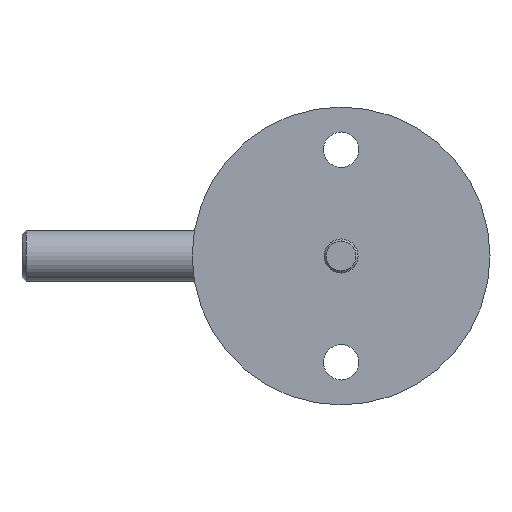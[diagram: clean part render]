
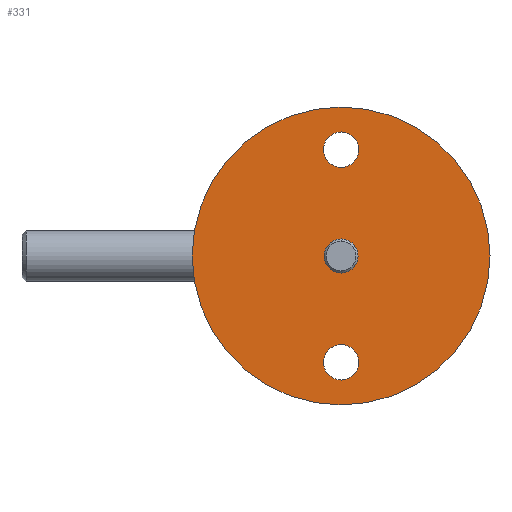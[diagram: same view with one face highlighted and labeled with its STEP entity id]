
A CAD part, left-side view. The second image highlights one B-rep face of the part: STEP entity #331.
In plain terms, the highlighted planar face has unit normal (-1, 0, 0).
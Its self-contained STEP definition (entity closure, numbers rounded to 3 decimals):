
#7 = DIRECTION ( 'NONE',  ( -1., 0., 0. ) ) ;
#9 = ORIENTED_EDGE ( 'NONE', *, *, #1128, .F. ) ;
#15 = VERTEX_POINT ( 'NONE', #1077 ) ;
#49 = ORIENTED_EDGE ( 'NONE', *, *, #1049, .T. ) ;
#104 = CIRCLE ( 'NONE', #1176, 35. ) ;
#116 = EDGE_CURVE ( 'NONE', #557, #318, #766, .T. ) ;
#132 = DIRECTION ( 'NONE',  ( 1., 0., 0. ) ) ;
#133 = ORIENTED_EDGE ( 'NONE', *, *, #1040, .T. ) ;
#156 = EDGE_CURVE ( 'NONE', #15, #807, #104, .T. ) ;
#165 = ORIENTED_EDGE ( 'NONE', *, *, #156, .F. ) ;
#187 = DIRECTION ( 'NONE',  ( 0., 0., -1. ) ) ;
#194 = CARTESIAN_POINT ( 'NONE',  ( -4., 0., 0. ) ) ;
#201 = VERTEX_POINT ( 'NONE', #944 ) ;
#221 = DIRECTION ( 'NONE',  ( 1., 0., 0. ) ) ;
#224 = CIRCLE ( 'NONE', #783, 4. ) ;
#235 = DIRECTION ( 'NONE',  ( 1., 0., 0. ) ) ;
#237 = PLANE ( 'NONE',  #899 ) ;
#240 = DIRECTION ( 'NONE',  ( 0., 0., -1. ) ) ;
#267 = CARTESIAN_POINT ( 'NONE',  ( -4., 0., 20.85 ) ) ;
#268 = CARTESIAN_POINT ( 'NONE',  ( -4., 0., 35. ) ) ;
#305 = CARTESIAN_POINT ( 'NONE',  ( -4., 0., -4. ) ) ;
#318 = VERTEX_POINT ( 'NONE', #335 ) ;
#331 = ADVANCED_FACE ( 'NONE', ( #569, #932, #991, #701 ), #237, .F. ) ;
#335 = CARTESIAN_POINT ( 'NONE',  ( -4., 0., 4. ) ) ;
#368 = EDGE_LOOP ( 'NONE', ( #618, #952 ) ) ;
#391 = AXIS2_PLACEMENT_3D ( 'NONE', #603, #132, #523 ) ;
#432 = DIRECTION ( 'NONE',  ( 0., 0., -1. ) ) ;
#445 = AXIS2_PLACEMENT_3D ( 'NONE', #194, #761, #187 ) ;
#476 = DIRECTION ( 'NONE',  ( 0., 0., 1. ) ) ;
#523 = DIRECTION ( 'NONE',  ( 0., 0., -1. ) ) ;
#535 = DIRECTION ( 'NONE',  ( 1., 0., 0. ) ) ;
#557 = VERTEX_POINT ( 'NONE', #305 ) ;
#559 = AXIS2_PLACEMENT_3D ( 'NONE', #1047, #1131, #859 ) ;
#563 = CARTESIAN_POINT ( 'NONE',  ( -4., 0., 25. ) ) ;
#569 = FACE_BOUND ( 'NONE', #1043, .T. ) ;
#592 = DIRECTION ( 'NONE',  ( 1., 0., 0. ) ) ;
#603 = CARTESIAN_POINT ( 'NONE',  ( -4., 0., 0. ) ) ;
#616 = CIRCLE ( 'NONE', #729, 4.15 ) ;
#618 = ORIENTED_EDGE ( 'NONE', *, *, #883, .F. ) ;
#619 = VERTEX_POINT ( 'NONE', #1062 ) ;
#623 = AXIS2_PLACEMENT_3D ( 'NONE', #1076, #535, #240 ) ;
#683 = VERTEX_POINT ( 'NONE', #1155 ) ;
#690 = CARTESIAN_POINT ( 'NONE',  ( -4., 0., 0. ) ) ;
#701 = FACE_BOUND ( 'NONE', #368, .T. ) ;
#705 = CARTESIAN_POINT ( 'NONE',  ( -4., 0., 0. ) ) ;
#706 = CARTESIAN_POINT ( 'NONE',  ( -4., 0., 0. ) ) ;
#713 = CARTESIAN_POINT ( 'NONE',  ( -4., 0., -25. ) ) ;
#725 = CIRCLE ( 'NONE', #559, 4.15 ) ;
#729 = AXIS2_PLACEMENT_3D ( 'NONE', #713, #235, #1152 ) ;
#761 = DIRECTION ( 'NONE',  ( -1., 0., 0. ) ) ;
#766 = CIRCLE ( 'NONE', #445, 4. ) ;
#783 = AXIS2_PLACEMENT_3D ( 'NONE', #705, #891, #1157 ) ;
#807 = VERTEX_POINT ( 'NONE', #268 ) ;
#854 = CIRCLE ( 'NONE', #623, 4.15 ) ;
#856 = DIRECTION ( 'NONE',  ( 0., 0., -1. ) ) ;
#859 = DIRECTION ( 'NONE',  ( 0., 0., 1. ) ) ;
#860 = AXIS2_PLACEMENT_3D ( 'NONE', #563, #7, #476 ) ;
#868 = VERTEX_POINT ( 'NONE', #267 ) ;
#870 = CIRCLE ( 'NONE', #860, 4.15 ) ;
#883 = EDGE_CURVE ( 'NONE', #201, #868, #870, .T. ) ;
#888 = ORIENTED_EDGE ( 'NONE', *, *, #116, .F. ) ;
#891 = DIRECTION ( 'NONE',  ( -1., 0., 0. ) ) ;
#899 = AXIS2_PLACEMENT_3D ( 'NONE', #706, #221, #432 ) ;
#927 = EDGE_CURVE ( 'NONE', #868, #201, #725, .T. ) ;
#932 = FACE_OUTER_BOUND ( 'NONE', #996, .T. ) ;
#944 = CARTESIAN_POINT ( 'NONE',  ( -4., 0., 29.15 ) ) ;
#952 = ORIENTED_EDGE ( 'NONE', *, *, #927, .F. ) ;
#991 = FACE_BOUND ( 'NONE', #1066, .T. ) ;
#996 = EDGE_LOOP ( 'NONE', ( #165, #9 ) ) ;
#1011 = ORIENTED_EDGE ( 'NONE', *, *, #1079, .F. ) ;
#1040 = EDGE_CURVE ( 'NONE', #619, #683, #854, .T. ) ;
#1043 = EDGE_LOOP ( 'NONE', ( #133, #49 ) ) ;
#1047 = CARTESIAN_POINT ( 'NONE',  ( -4., 0., 25. ) ) ;
#1049 = EDGE_CURVE ( 'NONE', #683, #619, #616, .T. ) ;
#1062 = CARTESIAN_POINT ( 'NONE',  ( -4., 0., -29.15 ) ) ;
#1066 = EDGE_LOOP ( 'NONE', ( #888, #1011 ) ) ;
#1076 = CARTESIAN_POINT ( 'NONE',  ( -4., 0., -25. ) ) ;
#1077 = CARTESIAN_POINT ( 'NONE',  ( -4., 0., -35. ) ) ;
#1079 = EDGE_CURVE ( 'NONE', #318, #557, #224, .T. ) ;
#1126 = CIRCLE ( 'NONE', #391, 35. ) ;
#1128 = EDGE_CURVE ( 'NONE', #807, #15, #1126, .T. ) ;
#1131 = DIRECTION ( 'NONE',  ( -1., 0., 0. ) ) ;
#1152 = DIRECTION ( 'NONE',  ( 0., 0., -1. ) ) ;
#1155 = CARTESIAN_POINT ( 'NONE',  ( -4., 0., -20.85 ) ) ;
#1157 = DIRECTION ( 'NONE',  ( 0., 0., -1. ) ) ;
#1176 = AXIS2_PLACEMENT_3D ( 'NONE', #690, #592, #856 ) ;
